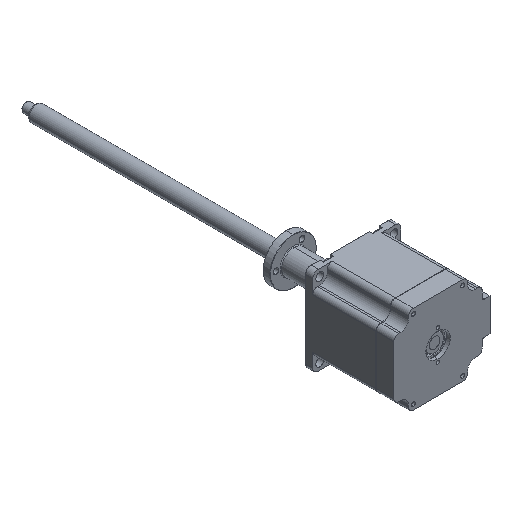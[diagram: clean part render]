
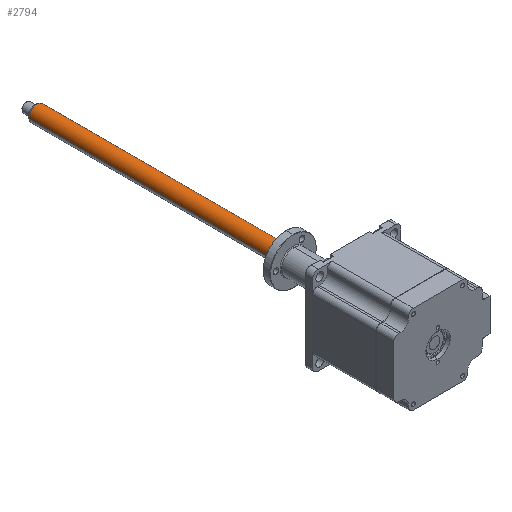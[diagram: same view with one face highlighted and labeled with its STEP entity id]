
A CAD part, isometric view. The second image highlights one B-rep face of the part: STEP entity #2794.
In plain terms, the highlighted cylindrical face has radius 5 mm (diameter 10 mm), a partial arc.
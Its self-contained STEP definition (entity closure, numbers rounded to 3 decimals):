
#264 = DIRECTION ( 'NONE',  ( 0., -1., 0. ) ) ;
#1013 = CIRCLE ( 'NONE', #8432, 5. ) ;
#1130 = ORIENTED_EDGE ( 'NONE', *, *, #9723, .F. ) ;
#1716 = DIRECTION ( 'NONE',  ( 0., -1., 0. ) ) ;
#1790 = CARTESIAN_POINT ( 'NONE',  ( -17.293, 208.999, 33.35 ) ) ;
#1940 = VERTEX_POINT ( 'NONE', #4555 ) ;
#2088 = DIRECTION ( 'NONE',  ( 0., -1., 0. ) ) ;
#2276 = ORIENTED_EDGE ( 'NONE', *, *, #2558, .T. ) ;
#2477 = EDGE_LOOP ( 'NONE', ( #1130, #2276, #3271, #3747 ) ) ;
#2558 = EDGE_CURVE ( 'NONE', #4377, #1940, #1013, .T. ) ;
#2674 = DIRECTION ( 'NONE',  ( 0.994, 0., 0.112 ) ) ;
#2720 = VECTOR ( 'NONE', #1716, 1000. ) ;
#2794 = ADVANCED_FACE ( 'NONE', ( #8012 ), #3248, .T. ) ;
#3080 = VECTOR ( 'NONE', #264, 1000. ) ;
#3248 = CYLINDRICAL_SURFACE ( 'NONE', #5827, 5. ) ;
#3271 = ORIENTED_EDGE ( 'NONE', *, *, #5702, .T. ) ;
#3336 = VERTEX_POINT ( 'NONE', #9834 ) ;
#3352 = AXIS2_PLACEMENT_3D ( 'NONE', #9987, #4635, #10885 ) ;
#3747 = ORIENTED_EDGE ( 'NONE', *, *, #5049, .F. ) ;
#4377 = VERTEX_POINT ( 'NONE', #11381 ) ;
#4555 = CARTESIAN_POINT ( 'NONE',  ( -22.261, 208.999, 32.791 ) ) ;
#4635 = DIRECTION ( 'NONE',  ( 0., -1., 0. ) ) ;
#5049 = EDGE_CURVE ( 'NONE', #5449, #3336, #11496, .T. ) ;
#5449 = VERTEX_POINT ( 'NONE', #9611 ) ;
#5702 = EDGE_CURVE ( 'NONE', #1940, #3336, #7220, .T. ) ;
#5827 = AXIS2_PLACEMENT_3D ( 'NONE', #6519, #2088, #7460 ) ;
#6519 = CARTESIAN_POINT ( 'NONE',  ( -17.293, 209.999, 33.35 ) ) ;
#7076 = CARTESIAN_POINT ( 'NONE',  ( -22.261, 209.999, 32.791 ) ) ;
#7220 = LINE ( 'NONE', #7076, #2720 ) ;
#7460 = DIRECTION ( 'NONE',  ( -0.994, 0., -0.112 ) ) ;
#7844 = LINE ( 'NONE', #10993, #3080 ) ;
#8012 = FACE_OUTER_BOUND ( 'NONE', #2477, .T. ) ;
#8047 = DIRECTION ( 'NONE',  ( 0., -1., 0. ) ) ;
#8432 = AXIS2_PLACEMENT_3D ( 'NONE', #1790, #8047, #2674 ) ;
#9611 = CARTESIAN_POINT ( 'NONE',  ( -12.324, 9.999, 33.909 ) ) ;
#9723 = EDGE_CURVE ( 'NONE', #4377, #5449, #7844, .T. ) ;
#9834 = CARTESIAN_POINT ( 'NONE',  ( -22.261, 9.999, 32.791 ) ) ;
#9987 = CARTESIAN_POINT ( 'NONE',  ( -17.293, 9.999, 33.35 ) ) ;
#10885 = DIRECTION ( 'NONE',  ( -0.994, 0., -0.112 ) ) ;
#10993 = CARTESIAN_POINT ( 'NONE',  ( -12.324, 209.999, 33.909 ) ) ;
#11381 = CARTESIAN_POINT ( 'NONE',  ( -12.324, 208.999, 33.909 ) ) ;
#11496 = CIRCLE ( 'NONE', #3352, 5. ) ;
